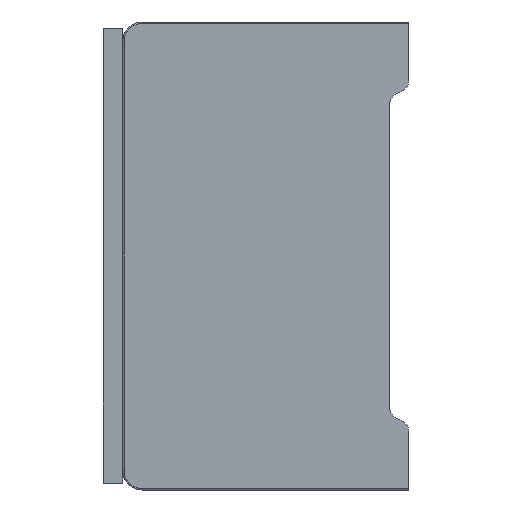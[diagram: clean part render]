
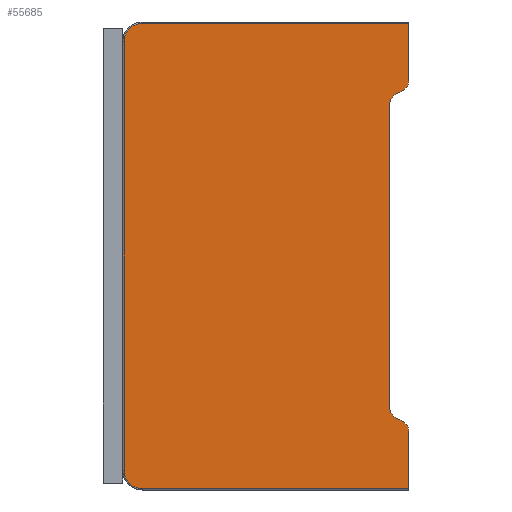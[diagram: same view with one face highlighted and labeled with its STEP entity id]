
A CAD part, left-side view. The second image highlights one B-rep face of the part: STEP entity #55685.
In plain terms, the highlighted planar face has unit normal (-1, 0, 0).
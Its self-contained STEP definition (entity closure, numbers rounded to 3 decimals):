
#1573=DIRECTION('',(0.,0.,1.));
#1574=VECTOR('',#1573,8.8);
#1575=CARTESIAN_POINT('',(0.,0.,
-71.8));
#1576=LINE('',#1575,#1574);
#1609=DIRECTION('',(0.,0.,1.));
#1610=VECTOR('',#1609,46.226);
#1611=CARTESIAN_POINT('',(0.,3.,-59.113));
#1612=LINE('',#1611,#1610);
#1698=DIRECTION('',(0.,0.,1.));
#1699=VECTOR('',#1698,8.8);
#1700=CARTESIAN_POINT('',(0.,0.,-9.));
#1701=LINE('',#1700,#1699);
#8891=DIRECTION('',(0.,0.,-1.));
#8892=VECTOR('',#8891,66.);
#8893=CARTESIAN_POINT('',(0.,43.8,
-3.));
#8894=LINE('',#8893,#8892);
#8910=DIRECTION('',(0.,1.,0.));
#8911=VECTOR('',#8910,41.);
#8912=CARTESIAN_POINT('',(0.,0.,-0.2));
#8913=LINE('',#8912,#8911);
#8918=CARTESIAN_POINT('',(0.,1.,-12.887));
#8919=DIRECTION('',(-1.,0.,0.));
#8920=DIRECTION('',(0.,0.5,0.866));
#8921=AXIS2_PLACEMENT_3D('',#8918,#8919,#8920);
#8923=CARTESIAN_POINT('',(0.,1.,-59.113));
#8924=DIRECTION('',(-1.,0.,0.));
#8925=DIRECTION('',(0.,1.,0.));
#8926=AXIS2_PLACEMENT_3D('',#8923,#8924,#8925);
#8928=DIRECTION('',(0.,-0.866,-0.5));
#8929=VECTOR('',#8928,1.309);
#8930=CARTESIAN_POINT('',(0.,2.,-60.845));
#8931=LINE('',#8930,#8929);
#8932=CARTESIAN_POINT('',(0.,1.732,-63.));
#8933=DIRECTION('',(1.,0.,0.));
#8934=DIRECTION('',(0.,-0.5,0.866));
#8935=AXIS2_PLACEMENT_3D('',#8932,#8933,#8934);
#8937=CARTESIAN_POINT('',(0.,41.,-69.));
#8938=DIRECTION('',(1.,0.,0.));
#8939=DIRECTION('',(0.,0.,-1.));
#8940=AXIS2_PLACEMENT_3D('',#8937,#8938,#8939);
#8942=CARTESIAN_POINT('',(0.,41.,-3.));
#8943=DIRECTION('',(1.,0.,0.));
#8944=DIRECTION('',(0.,1.,0.));
#8945=AXIS2_PLACEMENT_3D('',#8942,#8943,#8944);
#8947=CARTESIAN_POINT('',(0.,1.732,-9.));
#8948=DIRECTION('',(1.,0.,0.));
#8949=DIRECTION('',(0.,-1.,0.));
#8950=AXIS2_PLACEMENT_3D('',#8947,#8948,#8949);
#8952=DIRECTION('',(0.,0.866,-0.5));
#8953=VECTOR('',#8952,1.31);
#8954=CARTESIAN_POINT('',(0.,0.866,-10.5));
#8955=LINE('',#8954,#8953);
#8960=DIRECTION('',(0.,-1.,0.));
#8961=VECTOR('',#8960,41.);
#8962=CARTESIAN_POINT('',(0.,41.,
-71.8));
#8963=LINE('',#8962,#8961);
#37323=CARTESIAN_POINT('',(0.,0.,-63.));
#37325=VERTEX_POINT('',#37323);
#37330=CARTESIAN_POINT('',(0.,0.,-71.8));
#37331=VERTEX_POINT('',#37330);
#37332=CARTESIAN_POINT('',(0.,0.866,-61.5));
#37334=VERTEX_POINT('',#37332);
#37339=CARTESIAN_POINT('',(0.,2.,-60.845));
#37341=VERTEX_POINT('',#37339);
#37344=CARTESIAN_POINT('',(0.,3.,-59.113));
#37346=VERTEX_POINT('',#37344);
#37351=CARTESIAN_POINT('',(0.,3.,-12.887));
#37353=VERTEX_POINT('',#37351);
#37372=CARTESIAN_POINT('',(0.,2.,-11.155));
#37374=VERTEX_POINT('',#37372);
#37379=CARTESIAN_POINT('',(0.,0.866,-10.5));
#37381=VERTEX_POINT('',#37379);
#37384=CARTESIAN_POINT('',(0.,0.,-9.));
#37386=VERTEX_POINT('',#37384);
#37392=CARTESIAN_POINT('',(0.,0.,-0.2));
#37393=VERTEX_POINT('',#37392);
#38408=CARTESIAN_POINT('',(0.,41.,-0.2));
#38409=VERTEX_POINT('',#38408);
#38410=CARTESIAN_POINT('',(0.,43.8,
-3.));
#38411=VERTEX_POINT('',#38410);
#38412=CARTESIAN_POINT('',(0.,43.8,
-69.));
#38413=VERTEX_POINT('',#38412);
#38414=CARTESIAN_POINT('',(0.,41.,
-71.8));
#38415=VERTEX_POINT('',#38414);
#55663=CARTESIAN_POINT('',(0.,21.9,-36.));
#55664=DIRECTION('',(1.,0.,0.));
#55665=DIRECTION('',(0.,0.,1.));
#55666=AXIS2_PLACEMENT_3D('',#55663,#55664,#55665);
#55667=PLANE('',#55666);
#55668=ORIENTED_EDGE('',*,*,#44081,.T.);
#55669=ORIENTED_EDGE('',*,*,#44039,.F.);
#55670=ORIENTED_EDGE('',*,*,#44021,.T.);
#55671=ORIENTED_EDGE('',*,*,#44003,.T.);
#55672=ORIENTED_EDGE('',*,*,#43985,.T.);
#55673=ORIENTED_EDGE('',*,*,#43967,.F.);
#55675=ORIENTED_EDGE('',*,*,#55674,.F.);
#55676=ORIENTED_EDGE('',*,*,#55614,.T.);
#55677=ORIENTED_EDGE('',*,*,#55630,.F.);
#55678=ORIENTED_EDGE('',*,*,#55644,.T.);
#55679=ORIENTED_EDGE('',*,*,#55656,.F.);
#55680=ORIENTED_EDGE('',*,*,#44134,.F.);
#55681=ORIENTED_EDGE('',*,*,#44117,.T.);
#55682=ORIENTED_EDGE('',*,*,#44099,.T.);
#55683=EDGE_LOOP('',(#55668,#55669,#55670,#55671,#55672,#55673,#55675,#55676,
#55677,#55678,#55679,#55680,#55681,#55682));
#55684=FACE_OUTER_BOUND('',#55683,.F.);
#8922=CIRCLE('',#8921,2.);
#8927=CIRCLE('',#8926,2.);
#8936=CIRCLE('',#8935,1.732);
#8941=CIRCLE('',#8940,2.8);
#8946=CIRCLE('',#8945,2.8);
#8951=CIRCLE('',#8950,1.732);
#43967=EDGE_CURVE('',#37331,#37325,#1576,.T.);
#43985=EDGE_CURVE('',#37334,#37325,#8936,.T.);
#44003=EDGE_CURVE('',#37341,#37334,#8931,.T.);
#44021=EDGE_CURVE('',#37346,#37341,#8927,.T.);
#44039=EDGE_CURVE('',#37346,#37353,#1612,.T.);
#44081=EDGE_CURVE('',#37374,#37353,#8922,.T.);
#44099=EDGE_CURVE('',#37381,#37374,#8955,.T.);
#44117=EDGE_CURVE('',#37386,#37381,#8951,.T.);
#44134=EDGE_CURVE('',#37386,#37393,#1701,.T.);
#55614=EDGE_CURVE('',#38415,#38413,#8941,.T.);
#55630=EDGE_CURVE('',#38411,#38413,#8894,.T.);
#55644=EDGE_CURVE('',#38411,#38409,#8946,.T.);
#55656=EDGE_CURVE('',#37393,#38409,#8913,.T.);
#55674=EDGE_CURVE('',#38415,#37331,#8963,.T.);
#55685=ADVANCED_FACE('',(#55684),#55667,.F.);
